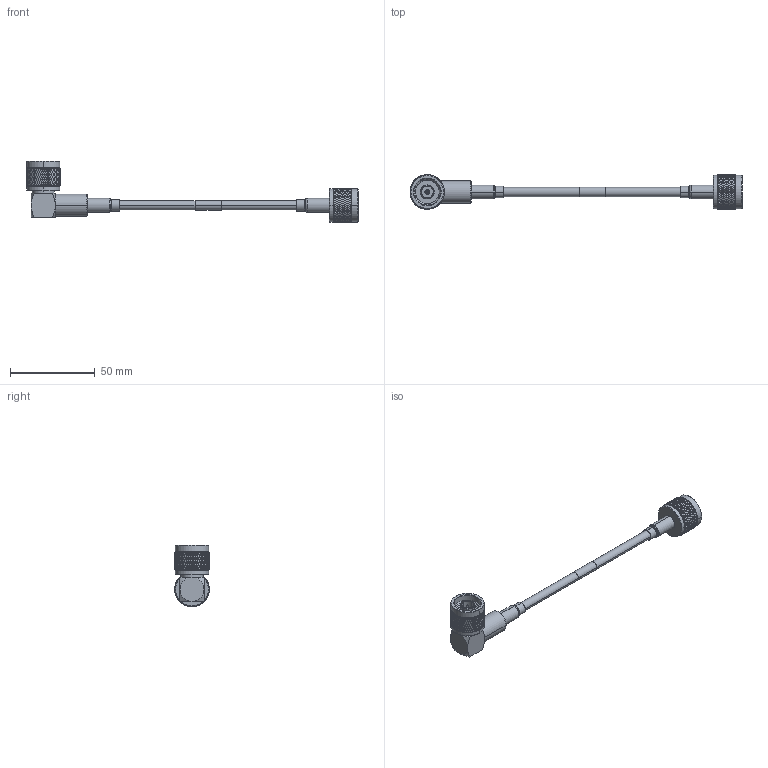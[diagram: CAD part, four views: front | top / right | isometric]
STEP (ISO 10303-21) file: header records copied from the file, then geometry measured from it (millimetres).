
FILE_DESCRIPTION (( 'STEP AP203' ), '1' );
FILE_NAME ('FMCA2761.STEP', '2022-03-09T19:40:33', ( '' ), ( '' ), 'SwSTEP 2.0', 'SolidWorks 2021', '' );
FILE_SCHEMA (( 'CONFIG_CONTROL_DESIGN' ));
Length unit declared in the file: millimetre
Products named in the file (5): SC4263_SC 4263 -RG223; RG223_with label; FMCA2761; CA-240-MA1_.75" Long; FMCN1384
Assembly tree (5 placements, depth 2):
  FMCA2761
    RG223_with label
    CA-240-MA1_.75" Long  x2
    FMCN1384
    SC4263_SC 4263 -RG223
Bounding box: 195.61 x 20.32 x 36 mm (x, y, z)
Volume: 16334.3 mm3; surface area: 13912.2 mm2
Topology: 8 solids, 8 shells, 5397 faces, 11457 edges, 6091 vertices
Faces by surface type: bspline 4113, cylinder 1113, plane 96, cone 53, torus 22
Entity records: 259440 total; most frequent: CARTESIAN_POINT 189971, ORIENTED_EDGE 22826, EDGE_CURVE 11413, VERTEX_POINT 6067, EDGE_LOOP 5398, FACE_OUTER_BOUND 5375, ADVANCED_FACE 5375, B_SPLINE_CURVE_WITH_KNOTS 4710
